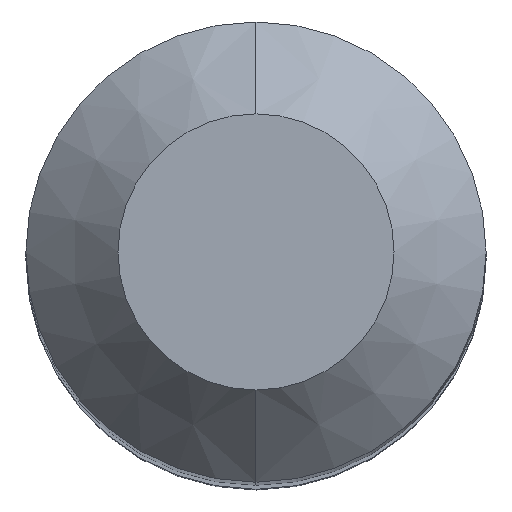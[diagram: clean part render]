
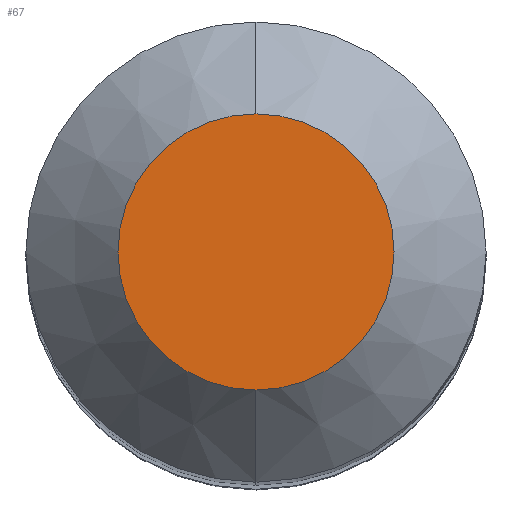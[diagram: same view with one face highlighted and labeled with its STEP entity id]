
A CAD part, top view. The second image highlights one B-rep face of the part: STEP entity #67.
In plain terms, the highlighted planar face has unit normal (0, 0, 1).
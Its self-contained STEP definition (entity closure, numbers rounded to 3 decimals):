
#67=ADVANCED_FACE('',(#131),#132,.T.);
#131=FACE_OUTER_BOUND('',#197,.T.);
#132=PLANE('',#198);
#197=EDGE_LOOP('',(#293,#294));
#198=AXIS2_PLACEMENT_3D('',#295,#296,#297);
#293=ORIENTED_EDGE('',*,*,#371,.F.);
#294=ORIENTED_EDGE('',*,*,#374,.F.);
#295=CARTESIAN_POINT('',(0.,1.5,40.0));
#296=DIRECTION('',(0.,0.0,1.0));
#297=DIRECTION('',(0.0,-1.0,0.0));
#371=EDGE_CURVE('',#433,#435,#436,.T.);
#374=EDGE_CURVE('',#435,#433,#439,.T.);
#433=VERTEX_POINT('',#502);
#435=VERTEX_POINT('',#505);
#436=CIRCLE('',#506,3.0);
#439=CIRCLE('',#510,3.0);
#502=CARTESIAN_POINT('',(0.,3.0,40.0));
#505=CARTESIAN_POINT('',(0.,-3.0,40.0));
#506=AXIS2_PLACEMENT_3D('',#572,#573,#574);
#510=AXIS2_PLACEMENT_3D('',#576,#577,#578);
#572=CARTESIAN_POINT('',(0.,0.0,40.0));
#573=DIRECTION('',(0.,0.0,-1.0));
#574=DIRECTION('',(0.0,1.0,0.0));
#576=CARTESIAN_POINT('',(0.,0.0,40.0));
#577=DIRECTION('',(0.,0.0,-1.0));
#578=DIRECTION('',(0.0,1.0,0.0));
